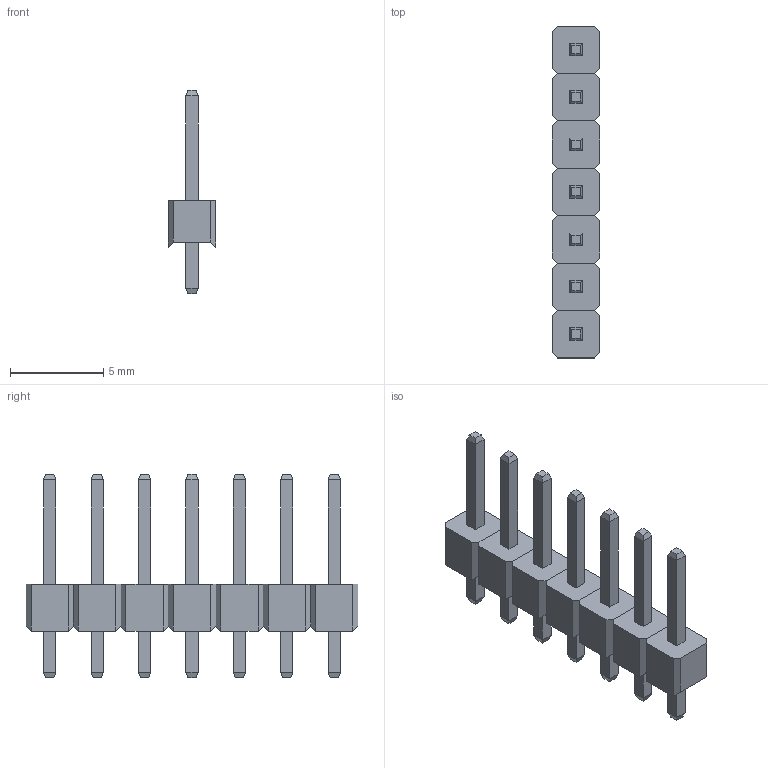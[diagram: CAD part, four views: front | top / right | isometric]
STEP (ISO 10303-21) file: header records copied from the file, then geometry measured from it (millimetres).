
FILE_DESCRIPTION(('HOOPS Exchange Step'),'2;1');
FILE_NAME('3132ce8dd11649098263696596bb962d20221206-1-1lugi0k.SLDPRT.step','2022-12-06T17:31:25+00:00',('root'),('Unknown organisation'),'HOOPS Exchange 2021.0','HOOPS Exchange','Unknown authorisation');
FILE_SCHEMA( ('AUTOMOTIVE_DESIGN { 1 0 10303 214 1 1 1 1 }') );
Length unit declared in the file: millimetre
Products named in the file (2): Default; 3132ce8dd11649098263696596bb962d20221206-1-1lugi0k
Assembly tree (1 placements, depth 2):
  3132ce8dd11649098263696596bb962d20221206-1-1lugi0k
    Default
Bounding box: 2.54 x 17.78 x 10.9 mm (x, y, z)
Volume: 125.4 mm3; surface area: 405.2 mm2
Topology: 7 solids, 7 shells, 210 faces, 462 edges, 280 vertices
Faces by surface type: plane 210
Entity records: 5666 total; most frequent: CARTESIAN_POINT 955, ORIENTED_EDGE 924, DIRECTION 888, VECTOR 462, LINE 462, EDGE_CURVE 462, VERTEX_POINT 280, EDGE_LOOP 224
